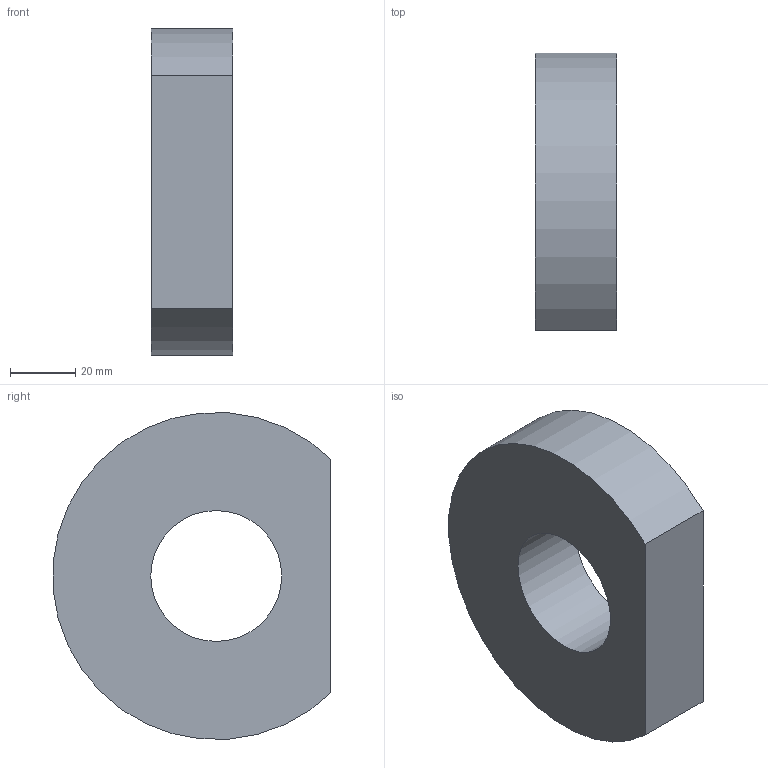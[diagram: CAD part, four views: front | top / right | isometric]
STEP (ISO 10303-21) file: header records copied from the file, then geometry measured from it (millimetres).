
FILE_DESCRIPTION(/* description */ ('CAx-IF Rec.Pracs.---Representation and Presentation of Product Manufacturing Information (PMI)---4.0---2014-10-13','CAx-IF Rec.Pracs.---3D Tessellated Geometry---0.4---2014-09-14','2;1'),/* implementation_level */ '2;1');
FILE_NAME(/* name */ 'FAIR_Test',/* time_stamp */ '2021-06-21T16:14:22-04:00',/* author */ ('Lipman'),/* organization */ ('NIST'),/* preprocessor_version */ 'ST-DEVELOPER v16.7',/* originating_system */ 'SIEMENS PLM Software NX 1946',/* authorisation */ $);
FILE_SCHEMA (('AP242_MANAGED_MODEL_BASED_3D_ENGINEERING_MIM_LF { 1 0 10303 442 1 1 4 }'));
Length unit declared in the file: millimetre
Products named in the file (1): FAIR_Test
Bounding box: 25 x 84.81 x 99.68 mm (x, y, z)
Volume: 146464.9 mm3; surface area: 22509.6 mm2
Topology: 1 solids, 1 shells, 5 faces, 9 edges, 6 vertices
Faces by surface type: plane 3, cylinder 2
Full cylindrical faces by diameter (mm): 40 x1
Entity records: 663 total; most frequent: DIRECTION 72, CARTESIAN_POINT 70, AXIS2_PLACEMENT_3D 42, MEASURE_REPRESENTATION_ITEM 20, GEOMETRIC_ITEM_SPECIFIC_USAGE 19, PRESENTATION_STYLE_ASSIGNMENT 17, DRAUGHTING_MODEL_ITEM_ASSOCIATION 16, COORDINATES_LIST 16
